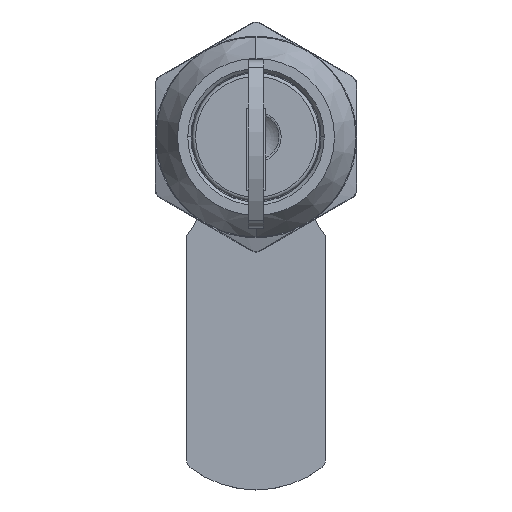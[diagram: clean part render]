
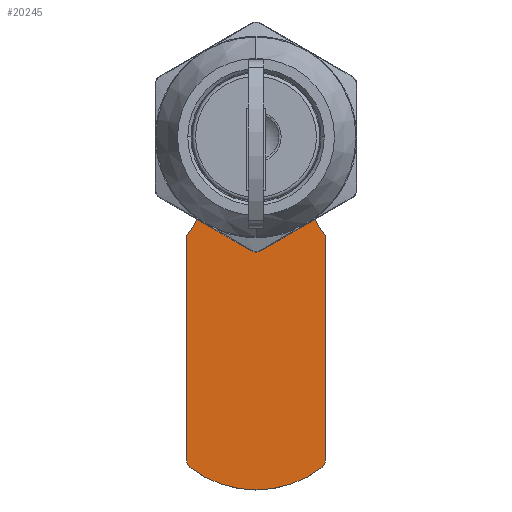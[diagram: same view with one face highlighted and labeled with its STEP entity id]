
A CAD part, top view. The second image highlights one B-rep face of the part: STEP entity #20245.
In plain terms, the highlighted planar face has unit normal (0, 0, 1).
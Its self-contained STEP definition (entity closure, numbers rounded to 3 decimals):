
#1466 = VECTOR ( 'NONE', #40923, 1000. ) ;
#2865 = ORIENTED_EDGE ( 'NONE', *, *, #39732, .T. ) ;
#2946 = EDGE_CURVE ( 'NONE', #30002, #45379, #14850, .T. ) ;
#3701 = LINE ( 'NONE', #50379, #39046 ) ;
#4246 = CARTESIAN_POINT ( 'NONE',  ( 4.05, -4.05, -119.8 ) ) ;
#6608 = VERTEX_POINT ( 'NONE', #44987 ) ;
#7762 = AXIS2_PLACEMENT_3D ( 'NONE', #14156, #41819, #18138 ) ;
#8327 = CARTESIAN_POINT ( 'NONE',  ( 4.05, 4.05, -119.8 ) ) ;
#8642 = CARTESIAN_POINT ( 'NONE',  ( 13.846, -7.069, -119.8 ) ) ;
#8720 = AXIS2_PLACEMENT_3D ( 'NONE', #35219, #11515, #39195 ) ;
#8898 = CIRCLE ( 'NONE', #7762, 1. ) ;
#9393 = DIRECTION ( 'NONE',  ( 0., -1., 0. ) ) ;
#9740 = CARTESIAN_POINT ( 'NONE',  ( 4.05, 4.05, -119.8 ) ) ;
#10344 = DIRECTION ( 'NONE',  ( 0., 0., -1. ) ) ;
#10763 = DIRECTION ( 'NONE',  ( 0., 1., 0. ) ) ;
#11021 = ORIENTED_EDGE ( 'NONE', *, *, #48196, .F. ) ;
#11465 = ORIENTED_EDGE ( 'NONE', *, *, #12365, .F. ) ;
#11515 = DIRECTION ( 'NONE',  ( 0., 0., 1. ) ) ;
#11594 = ORIENTED_EDGE ( 'NONE', *, *, #46958, .F. ) ;
#11630 = ORIENTED_EDGE ( 'NONE', *, *, #48569, .T. ) ;
#11833 = VERTEX_POINT ( 'NONE', #14675 ) ;
#11837 = AXIS2_PLACEMENT_3D ( 'NONE', #17414, #45093, #21382 ) ;
#12365 = EDGE_CURVE ( 'NONE', #20931, #30002, #19409, .T. ) ;
#13120 = DIRECTION ( 'NONE',  ( -1., 0., 0. ) ) ;
#13519 = CARTESIAN_POINT ( 'NONE',  ( 7.348, -3.751, -119.8 ) ) ;
#13594 = LINE ( 'NONE', #17217, #1466 ) ;
#13711 = CARTESIAN_POINT ( 'NONE',  ( 0., 0., -119.8 ) ) ;
#13819 = EDGE_CURVE ( 'NONE', #32698, #34345, #8898, .T. ) ;
#13906 = AXIS2_PLACEMENT_3D ( 'NONE', #34043, #10344, #38040 ) ;
#14156 = CARTESIAN_POINT ( 'NONE',  ( 7.25, -38.522, -119.8 ) ) ;
#14675 = CARTESIAN_POINT ( 'NONE',  ( -8.25, -11.75, -119.8 ) ) ;
#14850 = LINE ( 'NONE', #9740, #26672 ) ;
#15432 = ORIENTED_EDGE ( 'NONE', *, *, #30685, .T. ) ;
#15569 = CIRCLE ( 'NONE', #8720, 8.25 ) ;
#16602 = DIRECTION ( 'NONE',  ( 0., 0., 1. ) ) ;
#16608 = DIRECTION ( 'NONE',  ( 0., 1., 0. ) ) ;
#16771 = CIRCLE ( 'NONE', #45523, 12.844 ) ;
#17217 = CARTESIAN_POINT ( 'NONE',  ( -4.05, 4.05, -119.8 ) ) ;
#17414 = CARTESIAN_POINT ( 'NONE',  ( 13.846, -7.069, -119.8 ) ) ;
#17682 = DIRECTION ( 'NONE',  ( 0., -1., 0. ) ) ;
#18138 = DIRECTION ( 'NONE',  ( 0., 1., 0. ) ) ;
#19372 = EDGE_CURVE ( 'NONE', #11833, #40571, #31255, .T. ) ;
#19409 = LINE ( 'NONE', #4246, #28038 ) ;
#20086 = ORIENTED_EDGE ( 'NONE', *, *, #19372, .T. ) ;
#20204 = ORIENTED_EDGE ( 'NONE', *, *, #42556, .T. ) ;
#20245 = ADVANCED_FACE ( 'NONE', ( #49883, #51144 ), #36330, .F. ) ;
#20531 = CARTESIAN_POINT ( 'NONE',  ( 7.862, -39.312, -119.8 ) ) ;
#20727 = CARTESIAN_POINT ( 'NONE',  ( -7.25, -38.522, -119.8 ) ) ;
#20931 = VERTEX_POINT ( 'NONE', #48674 ) ;
#21382 = DIRECTION ( 'NONE',  ( 0., 1., 0. ) ) ;
#21629 = CARTESIAN_POINT ( 'NONE',  ( 8.25, -11.75, -119.8 ) ) ;
#21759 = VERTEX_POINT ( 'NONE', #13519 ) ;
#22618 = CARTESIAN_POINT ( 'NONE',  ( -4.05, 4.05, -119.8 ) ) ;
#23892 = CARTESIAN_POINT ( 'NONE',  ( -8.25, -38.522, -119.8 ) ) ;
#24348 = CARTESIAN_POINT ( 'NONE',  ( 4.05, -4.05, -119.8 ) ) ;
#24694 = DIRECTION ( 'NONE',  ( 0., 1., 0. ) ) ;
#24762 = CIRCLE ( 'NONE', #27091, 8.25 ) ;
#26672 = VECTOR ( 'NONE', #28389, 1000. ) ;
#26874 = VERTEX_POINT ( 'NONE', #22618 ) ;
#27074 = VERTEX_POINT ( 'NONE', #44039 ) ;
#27091 = AXIS2_PLACEMENT_3D ( 'NONE', #13711, #41377, #17682 ) ;
#27295 = EDGE_CURVE ( 'NONE', #45849, #21759, #27345, .T. ) ;
#27345 = CIRCLE ( 'NONE', #11837, 7.296 ) ;
#28038 = VECTOR ( 'NONE', #35908, 1000. ) ;
#28389 = DIRECTION ( 'NONE',  ( 0., 1., 0. ) ) ;
#29091 = CARTESIAN_POINT ( 'NONE',  ( -8.25, -39., -119.8 ) ) ;
#29164 = CARTESIAN_POINT ( 'NONE',  ( -7.862, -39.312, -119.8 ) ) ;
#29395 = AXIS2_PLACEMENT_3D ( 'NONE', #8642, #40320, #16608 ) ;
#29434 = EDGE_CURVE ( 'NONE', #34345, #45849, #3701, .T. ) ;
#30002 = VERTEX_POINT ( 'NONE', #24348 ) ;
#30315 = ORIENTED_EDGE ( 'NONE', *, *, #13819, .T. ) ;
#30460 = VECTOR ( 'NONE', #13120, 1000. ) ;
#30685 = EDGE_CURVE ( 'NONE', #6608, #11833, #38405, .T. ) ;
#31255 = LINE ( 'NONE', #29091, #34996 ) ;
#31977 = EDGE_CURVE ( 'NONE', #27074, #6608, #24762, .T. ) ;
#32645 = CARTESIAN_POINT ( 'NONE',  ( 4.05, 4.05, -119.8 ) ) ;
#32698 = VERTEX_POINT ( 'NONE', #20531 ) ;
#32912 = VERTEX_POINT ( 'NONE', #29164 ) ;
#34043 = CARTESIAN_POINT ( 'NONE',  ( -13.846, -7.069, -119.8 ) ) ;
#34345 = VERTEX_POINT ( 'NONE', #42286 ) ;
#34709 = EDGE_LOOP ( 'NONE', ( #20204, #30315, #40956, #44246, #2865, #44398, #15432, #20086, #11630 ) ) ;
#34996 = VECTOR ( 'NONE', #9393, 1000. ) ;
#35219 = CARTESIAN_POINT ( 'NONE',  ( 0., 0., -119.8 ) ) ;
#35908 = DIRECTION ( 'NONE',  ( 1., 0., 0. ) ) ;
#36330 = PLANE ( 'NONE',  #29395 ) ;
#38040 = DIRECTION ( 'NONE',  ( 0., -1., 0. ) ) ;
#38405 = CIRCLE ( 'NONE', #13906, 7.296 ) ;
#39046 = VECTOR ( 'NONE', #10763, 1000. ) ;
#39102 = EDGE_LOOP ( 'NONE', ( #11594, #48182, #11465, #11021 ) ) ;
#39195 = DIRECTION ( 'NONE',  ( 0., -1., 0. ) ) ;
#39732 = EDGE_CURVE ( 'NONE', #21759, #27074, #15569, .T. ) ;
#40312 = CARTESIAN_POINT ( 'NONE',  ( 0., -29.156, -119.8 ) ) ;
#40320 = DIRECTION ( 'NONE',  ( 0., 0., -1. ) ) ;
#40571 = VERTEX_POINT ( 'NONE', #23892 ) ;
#40923 = DIRECTION ( 'NONE',  ( 0., -1., 0. ) ) ;
#40956 = ORIENTED_EDGE ( 'NONE', *, *, #29434, .T. ) ;
#41377 = DIRECTION ( 'NONE',  ( 0., 0., 1. ) ) ;
#41819 = DIRECTION ( 'NONE',  ( 0., 0., 1. ) ) ;
#42286 = CARTESIAN_POINT ( 'NONE',  ( 8.25, -38.522, -119.8 ) ) ;
#42556 = EDGE_CURVE ( 'NONE', #32912, #32698, #16771, .T. ) ;
#43959 = LINE ( 'NONE', #32645, #30460 ) ;
#44039 = CARTESIAN_POINT ( 'NONE',  ( 0., 8.25, -119.8 ) ) ;
#44246 = ORIENTED_EDGE ( 'NONE', *, *, #27295, .T. ) ;
#44265 = DIRECTION ( 'NONE',  ( 0., 1., 0. ) ) ;
#44398 = ORIENTED_EDGE ( 'NONE', *, *, #31977, .T. ) ;
#44907 = AXIS2_PLACEMENT_3D ( 'NONE', #20727, #48408, #24694 ) ;
#44987 = CARTESIAN_POINT ( 'NONE',  ( -7.348, -3.751, -119.8 ) ) ;
#45093 = DIRECTION ( 'NONE',  ( 0., 0., -1. ) ) ;
#45175 = CIRCLE ( 'NONE', #44907, 1. ) ;
#45379 = VERTEX_POINT ( 'NONE', #8327 ) ;
#45523 = AXIS2_PLACEMENT_3D ( 'NONE', #40312, #16602, #44265 ) ;
#45849 = VERTEX_POINT ( 'NONE', #21629 ) ;
#46958 = EDGE_CURVE ( 'NONE', #45379, #26874, #43959, .T. ) ;
#48182 = ORIENTED_EDGE ( 'NONE', *, *, #2946, .F. ) ;
#48196 = EDGE_CURVE ( 'NONE', #26874, #20931, #13594, .T. ) ;
#48408 = DIRECTION ( 'NONE',  ( 0., 0., 1. ) ) ;
#48569 = EDGE_CURVE ( 'NONE', #40571, #32912, #45175, .T. ) ;
#48674 = CARTESIAN_POINT ( 'NONE',  ( -4.05, -4.05, -119.8 ) ) ;
#49883 = FACE_OUTER_BOUND ( 'NONE', #34709, .T. ) ;
#50379 = CARTESIAN_POINT ( 'NONE',  ( 8.25, -39., -119.8 ) ) ;
#51144 = FACE_BOUND ( 'NONE', #39102, .T. ) ;
